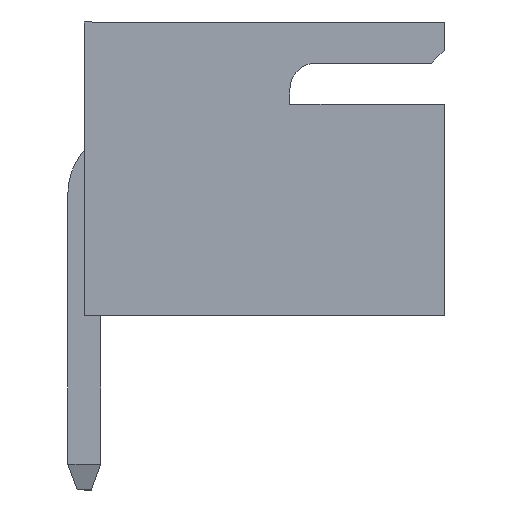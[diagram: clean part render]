
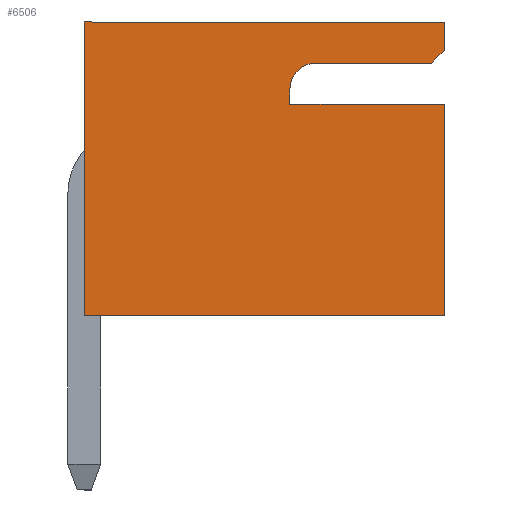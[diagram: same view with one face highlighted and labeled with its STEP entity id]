
A CAD part, left-side view. The second image highlights one B-rep face of the part: STEP entity #6506.
In plain terms, the highlighted planar face has unit normal (-1, 0, 0).
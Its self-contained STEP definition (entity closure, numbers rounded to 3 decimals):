
#1292 = EDGE_CURVE ( 'NONE', #18402, #5219, #12925, .T. ) ;
#1348 = CARTESIAN_POINT ( 'NONE',  ( -7.5, -3.66, 2.85 ) ) ;
#1484 = ORIENTED_EDGE ( 'NONE', *, *, #5416, .T. ) ;
#1488 = VECTOR ( 'NONE', #11222, 1000. ) ;
#1665 = DIRECTION ( 'NONE',  ( 0., 0., -1. ) ) ;
#1766 = DIRECTION ( 'NONE',  ( 0., -1., 0. ) ) ;
#2038 = EDGE_CURVE ( 'NONE', #5219, #3662, #5296, .T. ) ;
#2167 = ORIENTED_EDGE ( 'NONE', *, *, #15330, .F. ) ;
#2192 = CARTESIAN_POINT ( 'NONE',  ( -7.5, -3.66, 2.85 ) ) ;
#2256 = CARTESIAN_POINT ( 'NONE',  ( -7.5, 3.34, 2.85 ) ) ;
#2906 = VERTEX_POINT ( 'NONE', #4412 ) ;
#2926 = CARTESIAN_POINT ( 'NONE',  ( -7.5, -0.66, 2.05 ) ) ;
#3169 = VECTOR ( 'NONE', #5346, 1000. ) ;
#3246 = AXIS2_PLACEMENT_3D ( 'NONE', #10156, #8644, #1766 ) ;
#3662 = VERTEX_POINT ( 'NONE', #7431 ) ;
#3778 = EDGE_LOOP ( 'NONE', ( #14791, #1484, #6885, #4373, #11391, #16525, #6625, #4366, #2167, #4107 ) ) ;
#4107 = ORIENTED_EDGE ( 'NONE', *, *, #8473, .T. ) ;
#4271 = VECTOR ( 'NONE', #4377, 1000. ) ;
#4366 = ORIENTED_EDGE ( 'NONE', *, *, #1292, .F. ) ;
#4373 = ORIENTED_EDGE ( 'NONE', *, *, #7732, .T. ) ;
#4377 = DIRECTION ( 'NONE',  ( 0., -1., 0. ) ) ;
#4412 = CARTESIAN_POINT ( 'NONE',  ( -7.5, -0.66, 1.55 ) ) ;
#5038 = VECTOR ( 'NONE', #14015, 1000. ) ;
#5219 = VERTEX_POINT ( 'NONE', #7616 ) ;
#5262 = LINE ( 'NONE', #10789, #3169 ) ;
#5296 = LINE ( 'NONE', #16565, #16392 ) ;
#5346 = DIRECTION ( 'NONE',  ( 0., 1., 0. ) ) ;
#5374 = DIRECTION ( 'NONE',  ( 0., 0., -1. ) ) ;
#5416 = EDGE_CURVE ( 'NONE', #10364, #15662, #8482, .T. ) ;
#5500 = LINE ( 'NONE', #1348, #1488 ) ;
#5734 = CARTESIAN_POINT ( 'NONE',  ( -7.5, -0.66, 2.05 ) ) ;
#5907 = DIRECTION ( 'NONE',  ( 0., -1., 0. ) ) ;
#5922 = CARTESIAN_POINT ( 'NONE',  ( -7.5, -0.66, 1.25 ) ) ;
#5981 = VERTEX_POINT ( 'NONE', #16704 ) ;
#6478 = CARTESIAN_POINT ( 'NONE',  ( -7.5, -1.16, 1.55 ) ) ;
#6506 = ADVANCED_FACE ( 'NONE', ( #18192 ), #13982, .F. ) ;
#6541 = LINE ( 'NONE', #12151, #8796 ) ;
#6546 = EDGE_CURVE ( 'NONE', #9550, #15662, #16920, .T. ) ;
#6625 = ORIENTED_EDGE ( 'NONE', *, *, #2038, .F. ) ;
#6787 = EDGE_CURVE ( 'NONE', #3662, #5981, #5262, .T. ) ;
#6885 = ORIENTED_EDGE ( 'NONE', *, *, #6546, .F. ) ;
#6935 = CARTESIAN_POINT ( 'NONE',  ( -7.5, -3.41, 2.05 ) ) ;
#7076 = CARTESIAN_POINT ( 'NONE',  ( -7.5, -3.41, 2.05 ) ) ;
#7292 = AXIS2_PLACEMENT_3D ( 'NONE', #6478, #11978, #16530 ) ;
#7431 = CARTESIAN_POINT ( 'NONE',  ( -7.5, -3.66, -2.85 ) ) ;
#7616 = CARTESIAN_POINT ( 'NONE',  ( -7.5, -3.66, 1.25 ) ) ;
#7732 = EDGE_CURVE ( 'NONE', #9550, #11527, #5500, .T. ) ;
#8473 = EDGE_CURVE ( 'NONE', #2906, #13070, #15346, .T. ) ;
#8482 = LINE ( 'NONE', #7076, #16566 ) ;
#8603 = LINE ( 'NONE', #2926, #5038 ) ;
#8637 = EDGE_CURVE ( 'NONE', #11527, #5981, #6541, .T. ) ;
#8644 = DIRECTION ( 'NONE',  ( 1., 0., 0. ) ) ;
#8732 = CARTESIAN_POINT ( 'NONE',  ( -7.5, -1.16, 2.05 ) ) ;
#8737 = CARTESIAN_POINT ( 'NONE',  ( -7.5, -3.66, -2.85 ) ) ;
#8796 = VECTOR ( 'NONE', #15055, 1000. ) ;
#9550 = VERTEX_POINT ( 'NONE', #2192 ) ;
#10156 = CARTESIAN_POINT ( 'NONE',  ( -7.5, -3.66, -2.85 ) ) ;
#10364 = VERTEX_POINT ( 'NONE', #6935 ) ;
#10789 = CARTESIAN_POINT ( 'NONE',  ( -7.5, -3.66, -2.85 ) ) ;
#11222 = DIRECTION ( 'NONE',  ( 0., 1., 0. ) ) ;
#11391 = ORIENTED_EDGE ( 'NONE', *, *, #8637, .T. ) ;
#11527 = VERTEX_POINT ( 'NONE', #2256 ) ;
#11892 = CARTESIAN_POINT ( 'NONE',  ( -7.5, -3.66, 2.3 ) ) ;
#11978 = DIRECTION ( 'NONE',  ( 1., 0., 0. ) ) ;
#12151 = CARTESIAN_POINT ( 'NONE',  ( -7.5, 3.34, -2.85 ) ) ;
#12449 = VECTOR ( 'NONE', #5907, 1000. ) ;
#12925 = LINE ( 'NONE', #5922, #4271 ) ;
#12929 = DIRECTION ( 'NONE',  ( 0., -0.707, 0.707 ) ) ;
#13054 = CARTESIAN_POINT ( 'NONE',  ( -7.5, -0.66, 1.25 ) ) ;
#13070 = VERTEX_POINT ( 'NONE', #8732 ) ;
#13982 = PLANE ( 'NONE',  #3246 ) ;
#14015 = DIRECTION ( 'NONE',  ( 0., 0., -1. ) ) ;
#14341 = LINE ( 'NONE', #5734, #12449 ) ;
#14651 = EDGE_CURVE ( 'NONE', #13070, #10364, #14341, .T. ) ;
#14791 = ORIENTED_EDGE ( 'NONE', *, *, #14651, .T. ) ;
#15055 = DIRECTION ( 'NONE',  ( 0., 0., -1. ) ) ;
#15330 = EDGE_CURVE ( 'NONE', #2906, #18402, #8603, .T. ) ;
#15346 = CIRCLE ( 'NONE', #7292, 0.5 ) ;
#15662 = VERTEX_POINT ( 'NONE', #11892 ) ;
#16319 = VECTOR ( 'NONE', #1665, 1000. ) ;
#16392 = VECTOR ( 'NONE', #5374, 1000. ) ;
#16525 = ORIENTED_EDGE ( 'NONE', *, *, #6787, .F. ) ;
#16530 = DIRECTION ( 'NONE',  ( 0., -1., 0. ) ) ;
#16565 = CARTESIAN_POINT ( 'NONE',  ( -7.5, -3.66, -2.85 ) ) ;
#16566 = VECTOR ( 'NONE', #12929, 1000. ) ;
#16704 = CARTESIAN_POINT ( 'NONE',  ( -7.5, 3.34, -2.85 ) ) ;
#16920 = LINE ( 'NONE', #8737, #16319 ) ;
#18192 = FACE_OUTER_BOUND ( 'NONE', #3778, .T. ) ;
#18402 = VERTEX_POINT ( 'NONE', #13054 ) ;
